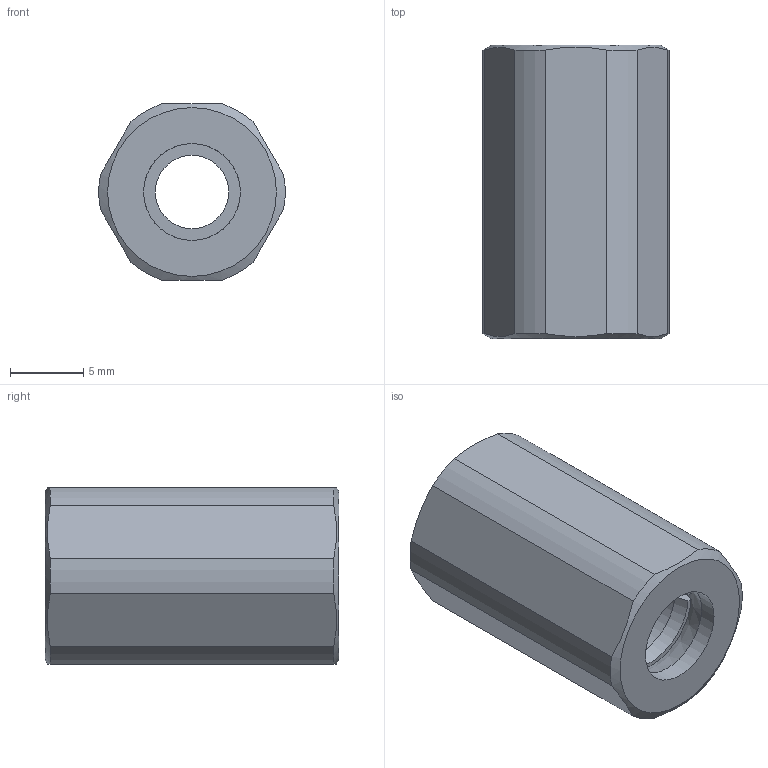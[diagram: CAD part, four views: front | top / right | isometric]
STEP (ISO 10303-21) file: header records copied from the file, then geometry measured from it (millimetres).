
FILE_DESCRIPTION(/* description */ (''),/* implementation_level */ '2;1');
FILE_NAME(/* name */ 'AY000029.stp',/* time_stamp */ '2016-09-29T10:21:21+02:00',/* author */ ('mitarbeiter'),/* organization */ (''),/* preprocessor_version */ 'ST-DEVELOPER v15.2',/* originating_system */ 'Autodesk Inventor 2014',/* authorisation */ '');
FILE_SCHEMA (('AUTOMOTIVE_DESIGN { 1 0 10303 214 3 1 1 }'));
Length unit declared in the file: millimetre
Products named in the file (1): AY000029
Bounding box: 12.67 x 20 x 12 mm (x, y, z)
Volume: 1646.2 mm3; surface area: 1521.1 mm2
Topology: 1 solids, 1 shells, 44 faces, 118 edges, 76 vertices
Faces by surface type: plane 22, cylinder 15, cone 7
Full cylindrical faces by diameter (mm): 5 x1, 6.6 x2, 8.917 x1, 9.4 x1
Entity records: 1334 total; most frequent: CARTESIAN_POINT 269, DIRECTION 220, ORIENTED_EDGE 210, EDGE_CURVE 105, AXIS2_PLACEMENT_3D 90, VERTEX_POINT 71, EDGE_LOOP 58, CIRCLE 45
